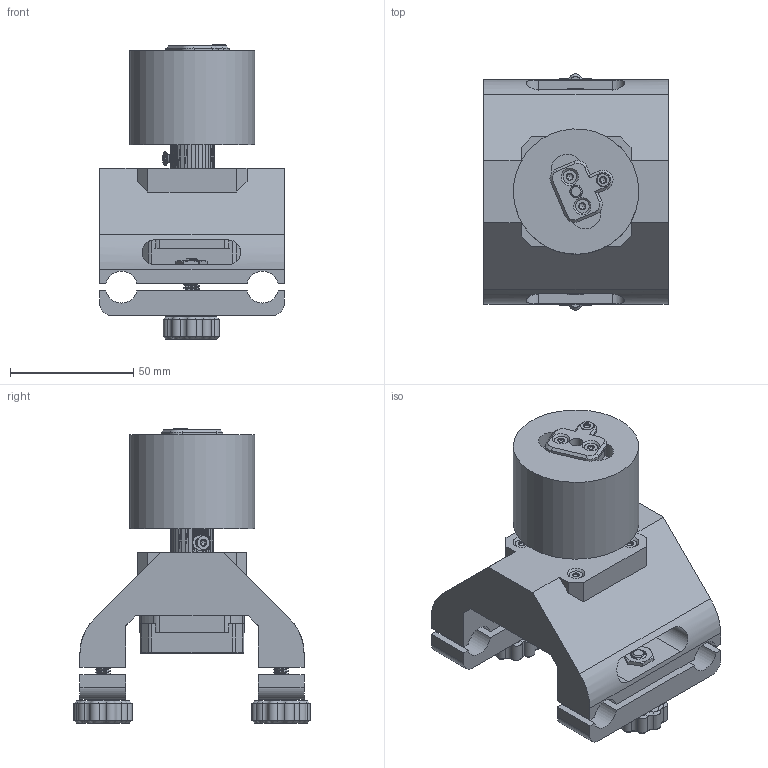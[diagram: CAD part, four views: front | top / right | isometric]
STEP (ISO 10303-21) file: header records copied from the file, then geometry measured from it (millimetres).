
FILE_DESCRIPTION(/* description */ (''),/* implementation_level */ '2;1');
FILE_NAME(/* name */ 'Clamp_motor_mount v20.step',/* time_stamp */ '2024-06-27T12:04:22-04:00',/* author */ (''),/* organization */ (''),/* preprocessor_version */ 'ST-DEVELOPER v20',/* originating_system */ 'Autodesk Translation Framework v13.14.0.145',/* authorisation */ '');
FILE_SCHEMA (('AUTOMOTIVE_DESIGN { 1 0 10303 214 3 1 1 }'));
Products named in the file (14): Clamp_motor_mount; NEMA_17_PHB42W40-401; 92865A151_Medium-Strength Grade 5 Steel Hex Head Screw; 95462A029_Medium-Strength Steel Hex Nut; 90236A118_Zinc-Plated Alloy Steel Torx Flat Head Screws; 1/4-20 Knob; Outter Clamp Body; 1/4-20 Knob (1); Outter Clamp Body 2; Pulley_Internal No Pulley; Spinning Stand_tire; 90236A122_Zinc-Plated Alloy Steel Torx Flat Head Screws; 97259A101_Low-Strength Steel Thin Square Nut; 90236A121_Zinc-Plated Alloy Steel Torx Flat Head Screws(1)
Assembly tree (20 placements, depth 3):
  Clamp_motor_mount
    NEMA_17_PHB42W40-401
    92865A151_Medium-Strength Grade 5 Steel Hex Head Screw  x2
    95462A029_Medium-Strength Steel Hex Nut  x2
    90236A118_Zinc-Plated Alloy Steel Torx Flat Head Screws  x4
    1/4-20 Knob
    Outter Clamp Body
    1/4-20 Knob (1)
    Outter Clamp Body 2
    Pulley_Internal No Pulley
      Spinning Stand_tire
      90236A122_Zinc-Plated Alloy Steel Torx Flat Head Screws  x3
      97259A101_Low-Strength Steel Thin Square Nut
      90236A121_Zinc-Plated Alloy Steel Torx Flat Head Screws(1)
Bounding box: 74.93 x 95.82 x 119.29 mm (x, y, z)
Volume: 245560.2 mm3; surface area: 91765.3 mm2
Topology: 22 solids, 22 shells, 1515 faces, 3888 edges, 2416 vertices
Faces by surface type: plane 612, cylinder 477, cone 243, bspline 123, torus 37, sphere 23
Full cylindrical faces by diameter (mm): 2.35 x84, 2.5 x6, 2.75 x3, 3 x106, 3.15 x4, 3.2 x1, 3.6 x1, 4.7 x30, 5 x2, 5.06 x1, 5.171 x1, 6.35 x34, 6.452 x2, 6.75 x6, 9 x1, 10.557 x2, 10.795 x2, 12.7 x1, 16 x2, 22 x1, 22.5 x1, 31 x1, 33 x1, 38.1 x1, 38.383 x1, 50.8 x1
Entity records: 45749 total; most frequent: CARTESIAN_POINT 19194, ORIENTED_EDGE 5712, DIRECTION 5149, EDGE_CURVE 2856, AXIS2_PLACEMENT_3D 1775, VERTEX_POINT 1768, LINE 1599, VECTOR 1599
